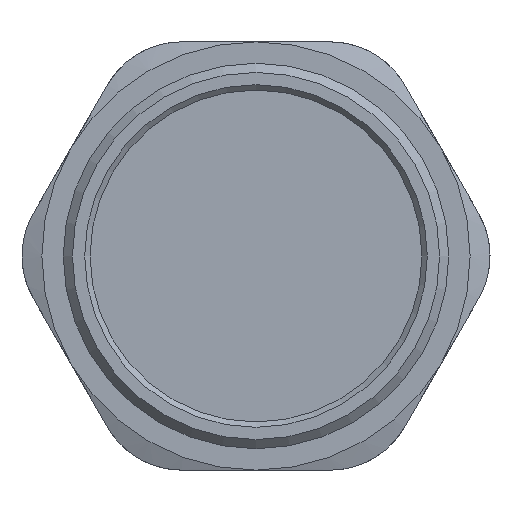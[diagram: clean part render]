
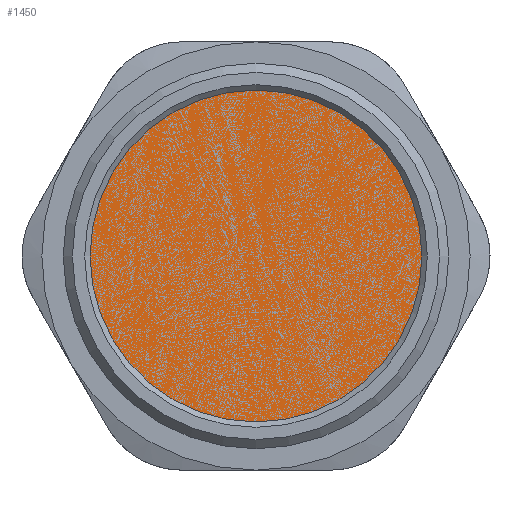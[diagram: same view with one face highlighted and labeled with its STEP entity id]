
A CAD part, front view. The second image highlights one B-rep face of the part: STEP entity #1450.
In plain terms, the highlighted planar face has unit normal (0, 1, 0).
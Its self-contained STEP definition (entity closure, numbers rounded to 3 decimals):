
#475=FACE_OUTER_BOUND('',#567,.T.);
#567=EDGE_LOOP('',(#1336));
#626=CIRCLE('',#1613,18.);
#750=VERTEX_POINT('',#2769);
#946=EDGE_CURVE('',#750,#750,#626,.T.);
#1336=ORIENTED_EDGE('',*,*,#946,.T.);
#1366=PLANE('',#1612);
#1450=ADVANCED_FACE('',(#475),#1366,.T.);
#1612=AXIS2_PLACEMENT_3D('',#2768,#1968,#1969);
#1613=AXIS2_PLACEMENT_3D('',#2770,#1970,#1971);
#1968=DIRECTION('center_axis',(0.,1.,0.));
#1969=DIRECTION('ref_axis',(0.,0.,1.));
#1970=DIRECTION('center_axis',(0.,1.,0.));
#1971=DIRECTION('ref_axis',(-1.,0.,0.));
#2768=CARTESIAN_POINT('Origin',(-7.206,-6.636,0.));
#2769=CARTESIAN_POINT('',(-25.206,-6.636,0.));
#2770=CARTESIAN_POINT('Origin',(-7.206,-6.636,0.));
